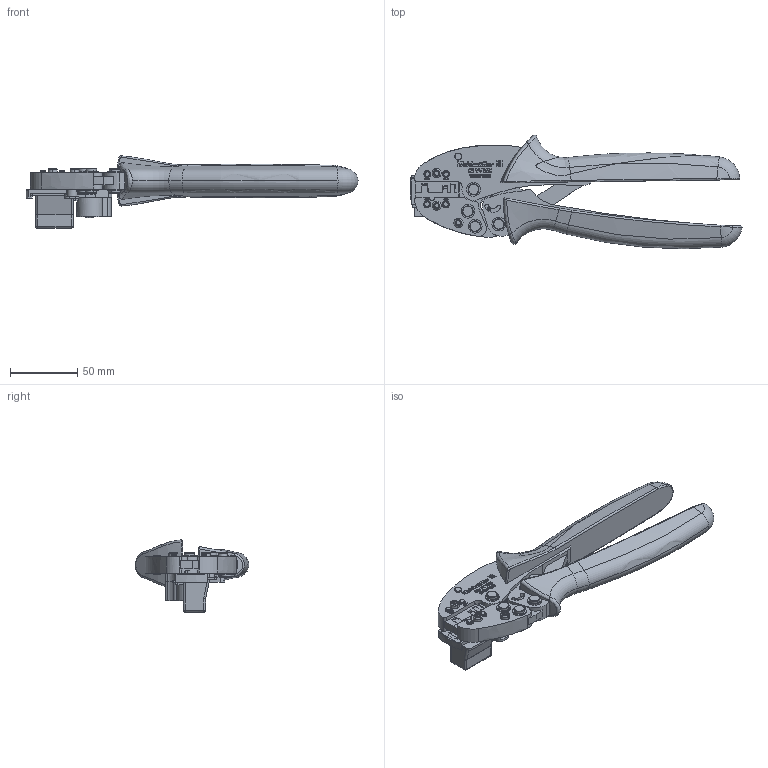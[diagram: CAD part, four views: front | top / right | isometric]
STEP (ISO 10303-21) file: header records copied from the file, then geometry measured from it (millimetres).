
FILE_DESCRIPTION(('CATIA V5 STEP Exchange','CAx-IF Rec.Pracs.--- Model Styling and Organization---1.5--- 2016-08-15','CAx-IF Rec.Pracs.---Supplemental Geometry---1.0---2011-11-01','CAx-IF Rec.Pracs.--- Composite Materials ---1.1---2010-07-15'),'2;1');
FILE_NAME ('009178-1_0', '2025-03-03T10:40:37+00:00', ('none'), ('Weidmueller'), 'CATIA Version 5-6 Release 2022 SP4 HF5', 'CATIA V5 STEP AP214 v3', 'none');
FILE_SCHEMA(('AUTOMOTIVE_DESIGN { 1 0 10303 214 1 1 1 1 }'));
Length unit declared in the file: millimetre
Products named in the file (1): CTF_PV_Vorbereitung_AllCATPart
Bounding box: 246.89 x 84.46 x 53.78 mm (x, y, z)
Volume: 211788.7 mm3; surface area: 55932 mm2
Topology: 1 solids, 4 shells, 1589 faces, 4337 edges, 2841 vertices
Faces by surface type: plane 697, extrusion 374, cylinder 317, bspline 91, cone 55, torus 38, sphere 15, revolution 2
Entity records: 61078 total; most frequent: CARTESIAN_POINT 23517, ORIENTED_EDGE 8654, DIRECTION 4965, EDGE_CURVE 4327, VERTEX_POINT 2841, VECTOR 2758, LINE 2384, EDGE_LOOP 1696
